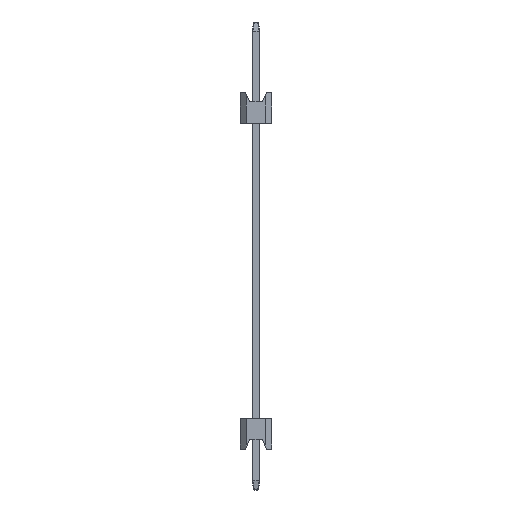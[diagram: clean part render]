
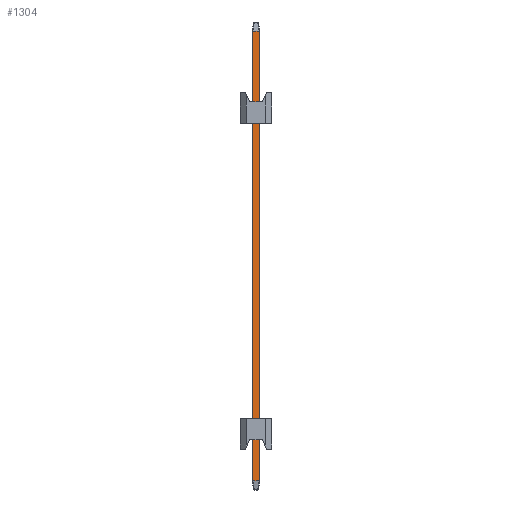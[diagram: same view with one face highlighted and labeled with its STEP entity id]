
A CAD part, left-side view. The second image highlights one B-rep face of the part: STEP entity #1304.
In plain terms, the highlighted planar face has unit normal (-1, 0, 0).
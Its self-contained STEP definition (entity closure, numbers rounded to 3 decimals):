
#234=FACE_OUTER_BOUND('',#298,.T.);
#298=EDGE_LOOP('',(#1043,#1044,#1045,#1046,#1047,#1048,#1049,#1050));
#349=LINE('',#1932,#505);
#358=LINE('',#1950,#514);
#388=LINE('',#2005,#544);
#401=LINE('',#2032,#557);
#404=LINE('',#2038,#560);
#407=LINE('',#2044,#563);
#423=LINE('',#2071,#579);
#424=LINE('',#2073,#580);
#505=VECTOR('',#1542,10.);
#514=VECTOR('',#1555,10.);
#544=VECTOR('',#1605,10.);
#557=VECTOR('',#1626,10.);
#560=VECTOR('',#1631,10.);
#563=VECTOR('',#1636,10.);
#579=VECTOR('',#1670,10.);
#580=VECTOR('',#1673,10.);
#659=VERTEX_POINT('',#1930);
#660=VERTEX_POINT('',#1931);
#667=VERTEX_POINT('',#1948);
#681=VERTEX_POINT('',#2000);
#689=VERTEX_POINT('',#2024);
#692=VERTEX_POINT('',#2030);
#694=VERTEX_POINT('',#2036);
#696=VERTEX_POINT('',#2042);
#757=EDGE_CURVE('',#659,#660,#349,.T.);
#766=EDGE_CURVE('',#667,#659,#358,.T.);
#796=EDGE_CURVE('',#660,#681,#388,.T.);
#809=EDGE_CURVE('',#692,#689,#401,.T.);
#812=EDGE_CURVE('',#694,#692,#404,.T.);
#815=EDGE_CURVE('',#696,#694,#407,.T.);
#831=EDGE_CURVE('',#689,#667,#423,.T.);
#832=EDGE_CURVE('',#681,#696,#424,.T.);
#1043=ORIENTED_EDGE('',*,*,#796,.F.);
#1044=ORIENTED_EDGE('',*,*,#757,.F.);
#1045=ORIENTED_EDGE('',*,*,#766,.F.);
#1046=ORIENTED_EDGE('',*,*,#831,.F.);
#1047=ORIENTED_EDGE('',*,*,#809,.F.);
#1048=ORIENTED_EDGE('',*,*,#812,.F.);
#1049=ORIENTED_EDGE('',*,*,#815,.F.);
#1050=ORIENTED_EDGE('',*,*,#832,.F.);
#1240=PLANE('',#1431);
#1304=ADVANCED_FACE('',(#234),#1240,.T.);
#1431=AXIS2_PLACEMENT_3D('',#2072,#1671,#1672);
#1542=DIRECTION('',(0.,0.,-1.));
#1555=DIRECTION('',(0.,-0.371,-0.928));
#1605=DIRECTION('',(0.,0.371,-0.928));
#1626=DIRECTION('',(0.,-0.371,0.928));
#1631=DIRECTION('',(0.,0.,1.));
#1636=DIRECTION('',(0.,0.371,0.928));
#1670=DIRECTION('',(0.,-1.,0.));
#1671=DIRECTION('center_axis',(-1.,0.,0.));
#1672=DIRECTION('ref_axis',(0.,-1.,0.));
#1673=DIRECTION('',(0.,1.,0.));
#1930=CARTESIAN_POINT('',(-0.32,-0.27,33.748));
#1931=CARTESIAN_POINT('',(-0.32,-0.27,-2.548));
#1932=CARTESIAN_POINT('',(-0.32,-0.27,0.));
#1948=CARTESIAN_POINT('',(-0.32,-0.269,33.75));
#1950=CARTESIAN_POINT('',(-0.32,-5.973,19.491));
#2000=CARTESIAN_POINT('',(-0.32,-0.269,-2.55));
#2005=CARTESIAN_POINT('',(-0.32,-0.593,-1.739));
#2024=CARTESIAN_POINT('',(-0.32,0.269,33.75));
#2030=CARTESIAN_POINT('',(-0.32,0.27,33.748));
#2032=CARTESIAN_POINT('',(-0.32,6.017,19.381));
#2036=CARTESIAN_POINT('',(-0.32,0.27,-2.548));
#2038=CARTESIAN_POINT('',(-0.32,0.27,0.));
#2042=CARTESIAN_POINT('',(-0.32,0.269,-2.55));
#2044=CARTESIAN_POINT('',(-0.32,0.637,-1.629));
#2071=CARTESIAN_POINT('',(-0.32,0.16,33.75));
#2072=CARTESIAN_POINT('Origin',(-0.32,0.32,0.));
#2073=CARTESIAN_POINT('',(-0.32,0.16,-2.55));
